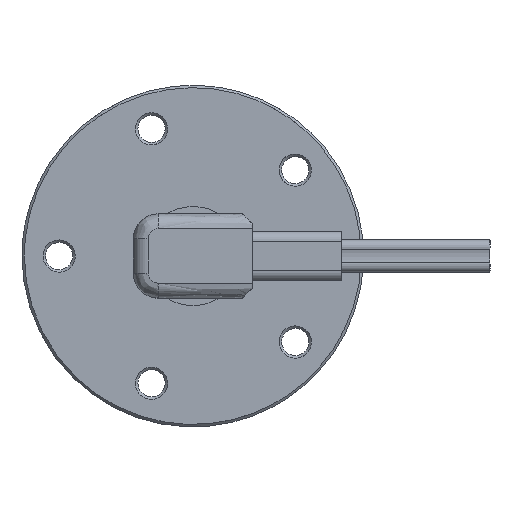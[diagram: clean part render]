
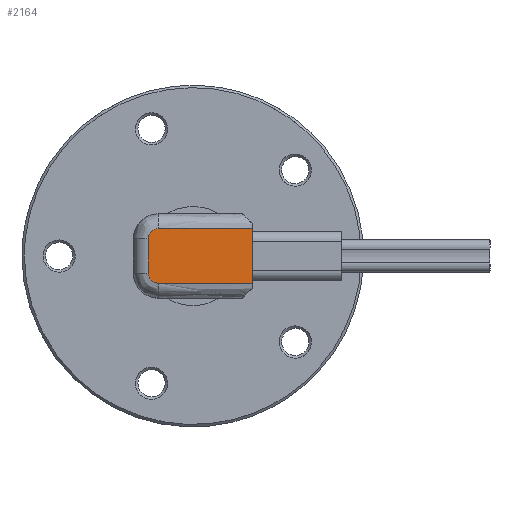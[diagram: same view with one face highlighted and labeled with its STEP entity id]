
A CAD part, top view. The second image highlights one B-rep face of the part: STEP entity #2164.
In plain terms, the highlighted free-form (B-spline) face has degree [1, 1] with [2, 2] control points.
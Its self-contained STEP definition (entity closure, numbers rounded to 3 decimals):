
#2009 = VERTEX_POINT('',#2010);
#2010 = CARTESIAN_POINT('',(10.658,4.885,
    15.1));
#2016 = EDGE_CURVE('',#2017,#2009,#2019,.T.);
#2017 = VERTEX_POINT('',#2018);
#2018 = CARTESIAN_POINT('',(10.658,-4.885,
    15.1));
#2019 = B_SPLINE_CURVE_WITH_KNOTS('',1,(#2020,#2021),.UNSPECIFIED.,.F.,
  .F.,(2,2),(0.,11.),.PIECEWISE_BEZIER_KNOTS.);
#2020 = CARTESIAN_POINT('',(10.658,-4.885,
    15.1));
#2021 = CARTESIAN_POINT('',(10.658,4.885,
    15.1));
#2043 = EDGE_CURVE('',#2044,#2017,#2046,.T.);
#2044 = VERTEX_POINT('',#2045);
#2045 = CARTESIAN_POINT('',(-6.217,-4.885,
    15.1));
#2046 = B_SPLINE_CURVE_WITH_KNOTS('',1,(#2047,#2048),.UNSPECIFIED.,.F.,
  .F.,(2,2),(0.,19.),.PIECEWISE_BEZIER_KNOTS.);
#2047 = CARTESIAN_POINT('',(-6.217,-4.885,
    15.1));
#2048 = CARTESIAN_POINT('',(10.658,-4.885,
    15.1));
#2068 = EDGE_CURVE('',#2069,#2044,#2071,.T.);
#2069 = VERTEX_POINT('',#2070);
#2070 = CARTESIAN_POINT('',(-7.994,-3.109,
    15.1));
#2071 = ( BOUNDED_CURVE() B_SPLINE_CURVE(2,(#2072,#2073,#2074),
.UNSPECIFIED.,.F.,.F.) B_SPLINE_CURVE_WITH_KNOTS((3,3),(0.,
1.571),.PIECEWISE_BEZIER_KNOTS.) CURVE() 
GEOMETRIC_REPRESENTATION_ITEM() RATIONAL_B_SPLINE_CURVE((1.,
0.707,1.)) REPRESENTATION_ITEM('') );
#2072 = CARTESIAN_POINT('',(-7.994,-3.109,
    15.1));
#2073 = CARTESIAN_POINT('',(-7.994,-4.885,
    15.1));
#2074 = CARTESIAN_POINT('',(-6.217,-4.885,
    15.1));
#2097 = EDGE_CURVE('',#2098,#2069,#2100,.T.);
#2098 = VERTEX_POINT('',#2099);
#2099 = CARTESIAN_POINT('',(-7.994,3.109,
    15.1));
#2100 = B_SPLINE_CURVE_WITH_KNOTS('',1,(#2101,#2102),.UNSPECIFIED.,.F.,
  .F.,(2,2),(0.,7.),.PIECEWISE_BEZIER_KNOTS.);
#2101 = CARTESIAN_POINT('',(-7.994,3.109,
    15.1));
#2102 = CARTESIAN_POINT('',(-7.994,-3.109,
    15.1));
#2122 = EDGE_CURVE('',#2123,#2098,#2125,.T.);
#2123 = VERTEX_POINT('',#2124);
#2124 = CARTESIAN_POINT('',(-6.217,4.885,
    15.1));
#2125 = ( BOUNDED_CURVE() B_SPLINE_CURVE(2,(#2126,#2127,#2128),
.UNSPECIFIED.,.F.,.F.) B_SPLINE_CURVE_WITH_KNOTS((3,3),(0.,
1.571),.PIECEWISE_BEZIER_KNOTS.) CURVE() 
GEOMETRIC_REPRESENTATION_ITEM() RATIONAL_B_SPLINE_CURVE((1.,
0.707,1.)) REPRESENTATION_ITEM('') );
#2126 = CARTESIAN_POINT('',(-6.217,4.885,
    15.1));
#2127 = CARTESIAN_POINT('',(-7.994,4.885,
    15.1));
#2128 = CARTESIAN_POINT('',(-7.994,3.109,
    15.1));
#2151 = EDGE_CURVE('',#2009,#2123,#2152,.T.);
#2152 = B_SPLINE_CURVE_WITH_KNOTS('',1,(#2153,#2154),.UNSPECIFIED.,.F.,
  .F.,(2,2),(0.,19.),.PIECEWISE_BEZIER_KNOTS.);
#2153 = CARTESIAN_POINT('',(10.658,4.885,
    15.1));
#2154 = CARTESIAN_POINT('',(-6.217,4.885,
    15.1));
#2164 = ADVANCED_FACE('',(#2165),#2173,.T.);
#2165 = FACE_BOUND('',#2166,.T.);
#2166 = EDGE_LOOP('',(#2167,#2168,#2169,#2170,#2171,#2172));
#2167 = ORIENTED_EDGE('',*,*,#2151,.T.);
#2168 = ORIENTED_EDGE('',*,*,#2122,.T.);
#2169 = ORIENTED_EDGE('',*,*,#2097,.T.);
#2170 = ORIENTED_EDGE('',*,*,#2068,.T.);
#2171 = ORIENTED_EDGE('',*,*,#2043,.T.);
#2172 = ORIENTED_EDGE('',*,*,#2016,.T.);
#2173 = B_SPLINE_SURFACE_WITH_KNOTS('',1,1,(
    (#2174,#2175)
    ,(#2176,#2177
    )),.UNSPECIFIED.,.F.,.F.,.F.,(2,2),(2,2),(-12.,9.),(-5.5,5.5),
  .PIECEWISE_BEZIER_KNOTS.);
#2174 = CARTESIAN_POINT('',(10.658,4.885,
    15.1));
#2175 = CARTESIAN_POINT('',(10.658,-4.885,
    15.1));
#2176 = CARTESIAN_POINT('',(-7.994,4.885,
    15.1));
#2177 = CARTESIAN_POINT('',(-7.994,-4.885,
    15.1));
